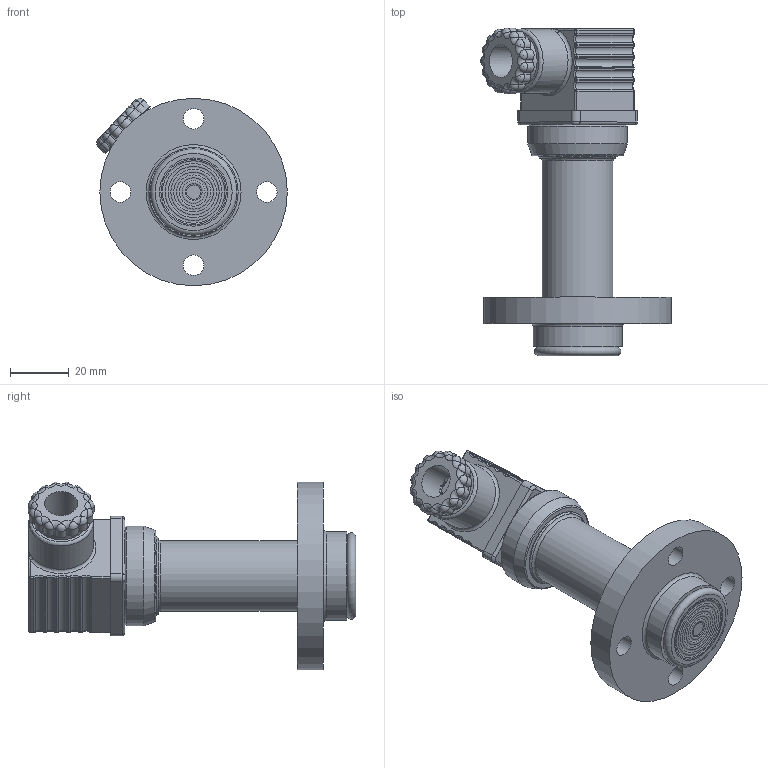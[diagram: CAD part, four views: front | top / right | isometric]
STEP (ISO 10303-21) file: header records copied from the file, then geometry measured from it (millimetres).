
FILE_DESCRIPTION(/* description */ (''),/* implementation_level */ '2;1');
FILE_NAME(/* name */ 'DMU02_Vario_BC_32960-32975.stp',/* time_stamp */ '2018-02-09T10:54:20+01:00',/* author */ ('acgl'),/* organization */ (''),/* preprocessor_version */ 'ST-DEVELOPER v15.6',/* originating_system */ 'Autodesk Inventor 2015',/* authorisation */ '');
FILE_SCHEMA (('AUTOMOTIVE_DESIGN { 1 0 10303 214 3 1 1 }'));
Length unit declared in the file: centimetre
Products named in the file (1): DMU02_Vario_BC_32960-32975
Bounding box: 65.1 x 111.9 x 64.01 mm (x, y, z)
Volume: 98854 mm3; surface area: 21527.8 mm2
Topology: 1 solids, 1 shells, 487 faces, 1208 edges, 725 vertices
Faces by surface type: cylinder 162, torus 104, plane 89, bspline 69, sphere 52, cone 11
Full cylindrical faces by diameter (mm): 5.8 x1, 6.5 x1, 6.6 x1, 7 x5, 11.3 x1, 18 x1, 21.9 x1, 23.3 x1, 24.2 x1, 26.3 x1, 27 x1, 30.4 x1, 34 x1, 64 x1
Entity records: 16322 total; most frequent: CARTESIAN_POINT 4803, DIRECTION 2377, ORIENTED_EDGE 2254, EDGE_CURVE 1127, AXIS2_PLACEMENT_3D 1049, VERTEX_POINT 700, CIRCLE 630, EDGE_LOOP 553
